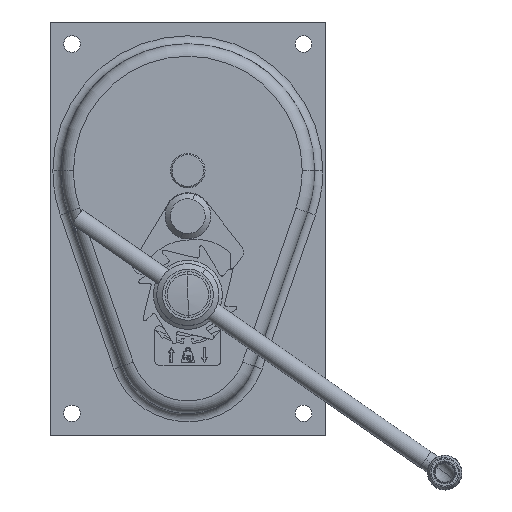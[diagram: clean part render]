
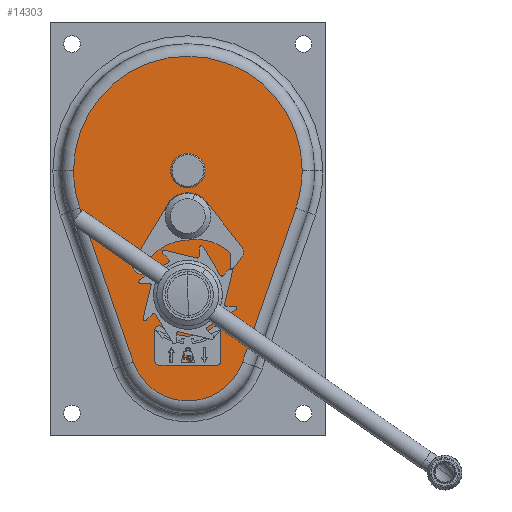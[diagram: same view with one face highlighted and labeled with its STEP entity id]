
A CAD part, top view. The second image highlights one B-rep face of the part: STEP entity #14303.
In plain terms, the highlighted planar face has unit normal (0, 0, 1).
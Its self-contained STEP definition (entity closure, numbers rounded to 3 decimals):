
#7 = DIRECTION ( 'NONE',  ( 0., 0., 1. ) ) ;
#8 = DIRECTION ( 'NONE',  ( 1., 0., 0. ) ) ;
#218 = LINE ( 'NONE', #219, #17155 ) ;
#219 = CARTESIAN_POINT ( 'NONE',  ( 39.684, -138.954, 93. ) ) ;
#220 = DIRECTION ( 'NONE',  ( 0.327, 0.945, 0. ) ) ;
#265 = CARTESIAN_POINT ( 'NONE',  ( 0., 0., 93. ) ) ;
#266 = DIRECTION ( 'NONE',  ( 0., 0., 1. ) ) ;
#267 = DIRECTION ( 'NONE',  ( -1., 0., 0. ) ) ;
#269 = LINE ( 'NONE', #270, #307 ) ;
#270 = CARTESIAN_POINT ( 'NONE',  ( -39.684, -138.954, 93. ) ) ;
#271 = DIRECTION ( 'NONE',  ( 0.327, -0.945, 0. ) ) ;
#296 = AXIS2_PLACEMENT_3D ( 'NONE', #265, #266, #267 ) ;
#307 = VECTOR ( 'NONE', #271, 1000. ) ;
#318 = AXIS2_PLACEMENT_3D ( 'NONE', #10768, #10769, #10770 ) ;
#1315 = ORIENTED_EDGE ( 'NONE', *, *, #16386, .F. ) ;
#1316 = ORIENTED_EDGE ( 'NONE', *, *, #16551, .F. ) ;
#1317 = ORIENTED_EDGE ( 'NONE', *, *, #16395, .F. ) ;
#1318 = ORIENTED_EDGE ( 'NONE', *, *, #16365, .T. ) ;
#1319 = ORIENTED_EDGE ( 'NONE', *, *, #16534, .F. ) ;
#1320 = ORIENTED_EDGE ( 'NONE', *, *, #16459, .T. ) ;
#1321 = ORIENTED_EDGE ( 'NONE', *, *, #16535, .T. ) ;
#1322 = ORIENTED_EDGE ( 'NONE', *, *, #16376, .T. ) ;
#1323 = ORIENTED_EDGE ( 'NONE', *, *, #16518, .T. ) ;
#1324 = ORIENTED_EDGE ( 'NONE', *, *, #16390, .T. ) ;
#3965 = CIRCLE ( 'NONE', #16967, 83. ) ;
#3973 = CIRCLE ( 'NONE', #16962, 83. ) ;
#3979 = CIRCLE ( 'NONE', #16988, 18. ) ;
#3982 = CIRCLE ( 'NONE', #16989, 42. ) ;
#3984 = CIRCLE ( 'NONE', #16997, 12.5 ) ;
#4014 = CIRCLE ( 'NONE', #17079, 83. ) ;
#4060 = CIRCLE ( 'NONE', #296, 12.5 ) ;
#4071 = CIRCLE ( 'NONE', #318, 18. ) ;
#10061 = PLANE ( 'NONE',  #16355 ) ;
#10062 = CARTESIAN_POINT ( 'NONE',  ( 0., -125.2, 93. ) ) ;
#10063 = DIRECTION ( 'NONE',  ( 0., 0., -1. ) ) ;
#10064 = DIRECTION ( 'NONE',  ( 1., 0., 0. ) ) ;
#10310 = CARTESIAN_POINT ( 'NONE',  ( 0., 0., 93. ) ) ;
#10320 = DIRECTION ( 'NONE',  ( 0., 0., 1. ) ) ;
#10321 = DIRECTION ( 'NONE',  ( 1., 0., 0. ) ) ;
#10352 = CARTESIAN_POINT ( 'NONE',  ( 0., 0., 93. ) ) ;
#10353 = DIRECTION ( 'NONE',  ( 0., 0., 1. ) ) ;
#10354 = DIRECTION ( 'NONE',  ( 1., 0., 0. ) ) ;
#10411 = CARTESIAN_POINT ( 'NONE',  ( 0., -90.2, 93. ) ) ;
#10412 = DIRECTION ( 'NONE',  ( 0., 0., 1. ) ) ;
#10413 = DIRECTION ( 'NONE',  ( -1., 0., 0. ) ) ;
#10423 = CARTESIAN_POINT ( 'NONE',  ( 0., -125.2, 93. ) ) ;
#10424 = DIRECTION ( 'NONE',  ( 0., 0., 1. ) ) ;
#10425 = DIRECTION ( 'NONE',  ( 1., 0., 0. ) ) ;
#10432 = CARTESIAN_POINT ( 'NONE',  ( 0., 0., 93. ) ) ;
#10439 = DIRECTION ( 'NONE',  ( 0., 0., 1. ) ) ;
#10440 = DIRECTION ( 'NONE',  ( -1., 0., 0. ) ) ;
#10712 = CARTESIAN_POINT ( 'NONE',  ( 0., 0., 93. ) ) ;
#10768 = CARTESIAN_POINT ( 'NONE',  ( 0., -90.2, 93. ) ) ;
#10769 = DIRECTION ( 'NONE',  ( 0., 0., 1. ) ) ;
#10770 = DIRECTION ( 'NONE',  ( -1., 0., 0. ) ) ;
#11144 = CARTESIAN_POINT ( 'NONE',  ( -18., -90.2, 93. ) ) ;
#11171 = CARTESIAN_POINT ( 'NONE',  ( 18., -90.2, 93. ) ) ;
#11172 = CARTESIAN_POINT ( 'NONE',  ( 78.423, -27.181, 93. ) ) ;
#11174 = CARTESIAN_POINT ( 'NONE',  ( -12.5, 0., 93. ) ) ;
#11175 = CARTESIAN_POINT ( 'NONE',  ( 12.5, 0., 93. ) ) ;
#11176 = CARTESIAN_POINT ( 'NONE',  ( -39.684, -138.954, 93. ) ) ;
#11194 = CARTESIAN_POINT ( 'NONE',  ( 39.684, -138.954, 93. ) ) ;
#11277 = CARTESIAN_POINT ( 'NONE',  ( -78.423, -27.181, 93. ) ) ;
#11278 = CARTESIAN_POINT ( 'NONE',  ( -83., 0., 93. ) ) ;
#11285 = CARTESIAN_POINT ( 'NONE',  ( 83., 0., 93. ) ) ;
#11490 = EDGE_LOOP ( 'NONE', ( #1315, #1316 ) ) ;
#11491 = EDGE_LOOP ( 'NONE', ( #1317, #1319 ) ) ;
#11509 = EDGE_LOOP ( 'NONE', ( #1320, #1322, #1318, #1321, #1324, #1323 ) ) ;
#14303 = ADVANCED_FACE ( 'NONE', ( #16353, #16357, #15260 ), #10061, .F. ) ;
#15260 = FACE_OUTER_BOUND ( 'NONE', #11509, .T. ) ;
#16353 = FACE_BOUND ( 'NONE', #11490, .T. ) ;
#16355 = AXIS2_PLACEMENT_3D ( 'NONE', #10062, #10063, #10064 ) ;
#16357 = FACE_BOUND ( 'NONE', #11491, .T. ) ;
#16365 = EDGE_CURVE ( 'NONE', #16865, #16864, #3965, .T. ) ;
#16376 = EDGE_CURVE ( 'NONE', #16872, #16865, #3973, .T. ) ;
#16386 = EDGE_CURVE ( 'NONE', #16731, #16758, #3979, .T. ) ;
#16390 = EDGE_CURVE ( 'NONE', #16763, #16781, #3982, .T. ) ;
#16395 = EDGE_CURVE ( 'NONE', #16761, #16762, #3984, .T. ) ;
#16459 = EDGE_CURVE ( 'NONE', #16759, #16872, #4014, .T. ) ;
#16518 = EDGE_CURVE ( 'NONE', #16781, #16759, #218, .T. ) ;
#16534 = EDGE_CURVE ( 'NONE', #16762, #16761, #4060, .T. ) ;
#16535 = EDGE_CURVE ( 'NONE', #16864, #16763, #269, .T. ) ;
#16551 = EDGE_CURVE ( 'NONE', #16758, #16731, #4071, .T. ) ;
#16731 = VERTEX_POINT ( 'NONE', #11144 ) ;
#16758 = VERTEX_POINT ( 'NONE', #11171 ) ;
#16759 = VERTEX_POINT ( 'NONE', #11172 ) ;
#16761 = VERTEX_POINT ( 'NONE', #11174 ) ;
#16762 = VERTEX_POINT ( 'NONE', #11175 ) ;
#16763 = VERTEX_POINT ( 'NONE', #11176 ) ;
#16781 = VERTEX_POINT ( 'NONE', #11194 ) ;
#16864 = VERTEX_POINT ( 'NONE', #11277 ) ;
#16865 = VERTEX_POINT ( 'NONE', #11278 ) ;
#16872 = VERTEX_POINT ( 'NONE', #11285 ) ;
#16962 = AXIS2_PLACEMENT_3D ( 'NONE', #10352, #10353, #10354 ) ;
#16967 = AXIS2_PLACEMENT_3D ( 'NONE', #10310, #10320, #10321 ) ;
#16988 = AXIS2_PLACEMENT_3D ( 'NONE', #10411, #10412, #10413 ) ;
#16989 = AXIS2_PLACEMENT_3D ( 'NONE', #10423, #10424, #10425 ) ;
#16997 = AXIS2_PLACEMENT_3D ( 'NONE', #10432, #10439, #10440 ) ;
#17079 = AXIS2_PLACEMENT_3D ( 'NONE', #10712, #7, #8 ) ;
#17155 = VECTOR ( 'NONE', #220, 1000. ) ;
